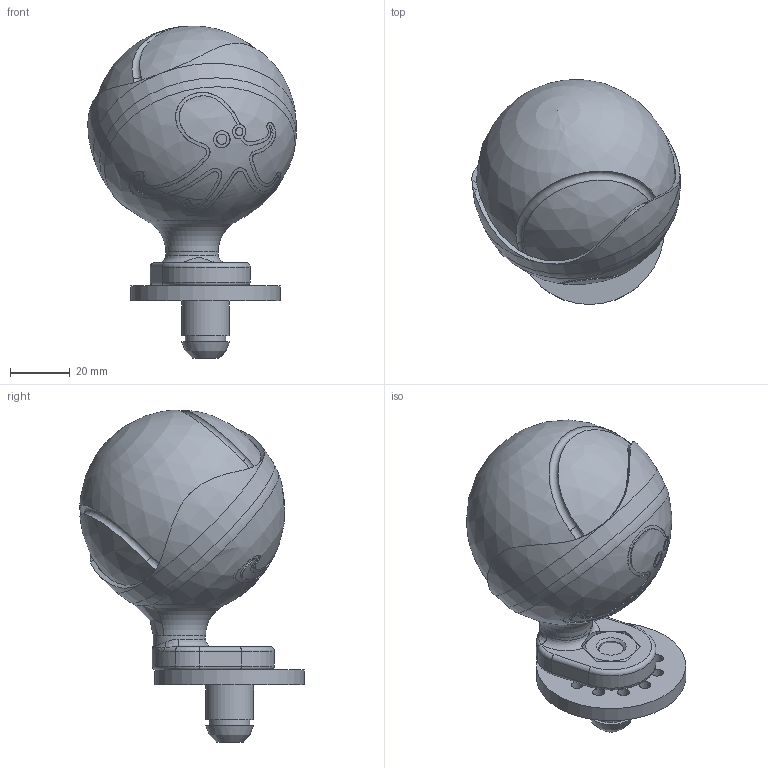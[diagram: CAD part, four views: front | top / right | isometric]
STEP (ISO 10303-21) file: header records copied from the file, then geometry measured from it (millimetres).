
FILE_DESCRIPTION(/* description */ (''),/* implementation_level */ '2;1');
FILE_NAME(/* name */ 'ILL-0112-042xxx-Tennis_Ball_Holder v15.step',/* time_stamp */ '2021-01-19T00:02:08+01:00',/* author */ (''),/* organization */ (''),/* preprocessor_version */ 'ST-DEVELOPER v18.1',/* originating_system */ 'Autodesk Translation Framework v9.7.1.1290',/* authorisation */ '');
FILE_SCHEMA (('AUTOMOTIVE_DESIGN { 1 0 10303 214 3 1 1 }'));
Length unit declared in the file: millimetre
Products named in the file (10): ILL-0112-042xxx-Tennis_Ball_Holder; ASM-0109-14xx-Tool_holder; _M-0109_1480-DIY_Attachment_Plate_M12_2; M-0109-03_1481-AttachmentPlate_3DP; MC-0109_1482-TBHC_M10X25_00_CS_ISO7380; PRD-0112-042xxx-Tennis_Ball_Holder; M-0112-042001-Tennis_Ball_Frame; 07212-10; C-0112-042002-Tennis_Ball; MC-0112-TRD-xx_M4x22_88_CS_DIN975
Assembly tree (9 placements, depth 4):
  ILL-0112-042xxx-Tennis_Ball_Holder
    ASM-0109-14xx-Tool_holder
      _M-0109_1480-DIY_Attachment_Plate_M12_2
        M-0109-03_1481-AttachmentPlate_3DP
        MC-0109_1482-TBHC_M10X25_00_CS_ISO7380
    PRD-0112-042xxx-Tennis_Ball_Holder
      M-0112-042001-Tennis_Ball_Frame
      07212-10
      C-0112-042002-Tennis_Ball
      MC-0112-TRD-xx_M4x22_88_CS_DIN975
Bounding box: 69.68 x 75.18 x 111.07 mm (x, y, z)
Volume: 191795.8 mm3; surface area: 42789.8 mm2
Topology: 6 solids, 6 shells, 411 faces, 1146 edges, 748 vertices
Faces by surface type: cylinder 213, bspline 99, plane 50, sphere 18, torus 16, cone 15
Full cylindrical faces by diameter (mm): 3.111 x13, 3.908 x22, 4 x14, 8.141 x5, 8.376 x1, 9.85 x10, 10 x2, 13.5 x1, 16 x1, 17.5 x1, 50 x1
Entity records: 22268 total; most frequent: CARTESIAN_POINT 12894, ORIENTED_EDGE 2276, DIRECTION 1347, EDGE_CURVE 1138, VERTEX_POINT 748, B_SPLINE_CURVE_WITH_KNOTS 599, AXIS2_PLACEMENT_3D 501, EDGE_LOOP 452
